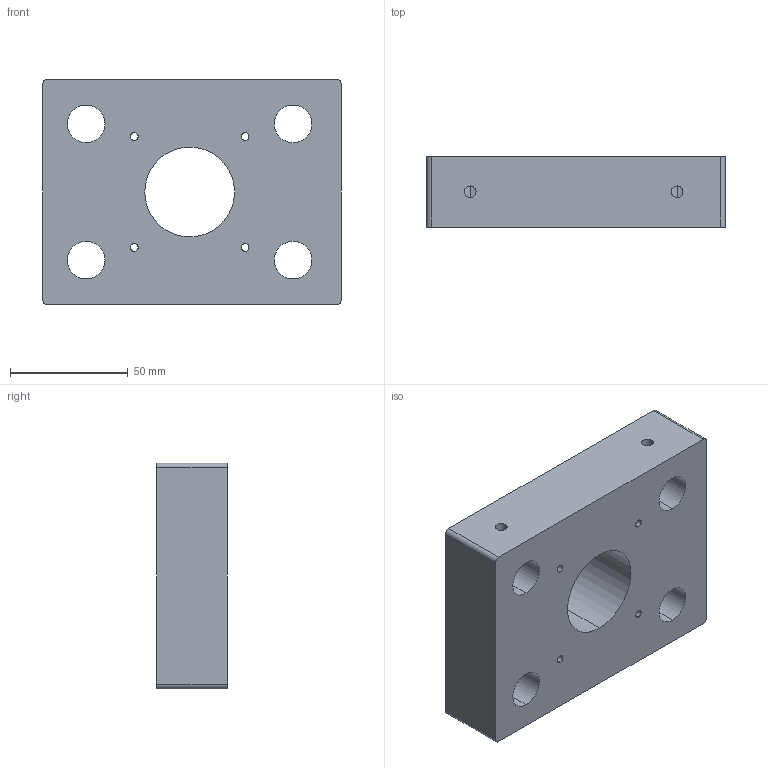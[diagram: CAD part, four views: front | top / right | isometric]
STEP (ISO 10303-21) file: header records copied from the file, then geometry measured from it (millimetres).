
FILE_DESCRIPTION (( 'STEP AP203' ), '1' );
FILE_NAME ('002-104 - Actuator Plate.STEP', '2019-06-12T00:29:37', ( '' ), ( '' ), 'SwSTEP 2.0', 'SolidWorks 2015', '' );
FILE_SCHEMA (( 'CONFIG_CONTROL_DESIGN' ));
Length unit declared in the file: millimetre
Products named in the file (1): 002-104 - Actuator Plate
Bounding box: 127 x 30 x 96 mm (x, y, z)
Volume: 304571.5 mm3; surface area: 45635 mm2
Topology: 1 solids, 1 shells, 48 faces, 144 edges, 91 vertices
Faces by surface type: cylinder 36, cone 6, plane 6
Entity records: 1955 total; most frequent: CARTESIAN_POINT 534, DIRECTION 284, ORIENTED_EDGE 276, EDGE_CURVE 138, AXIS2_PLACEMENT_3D 113, VERTEX_POINT 91, EDGE_LOOP 73, CIRCLE 64
